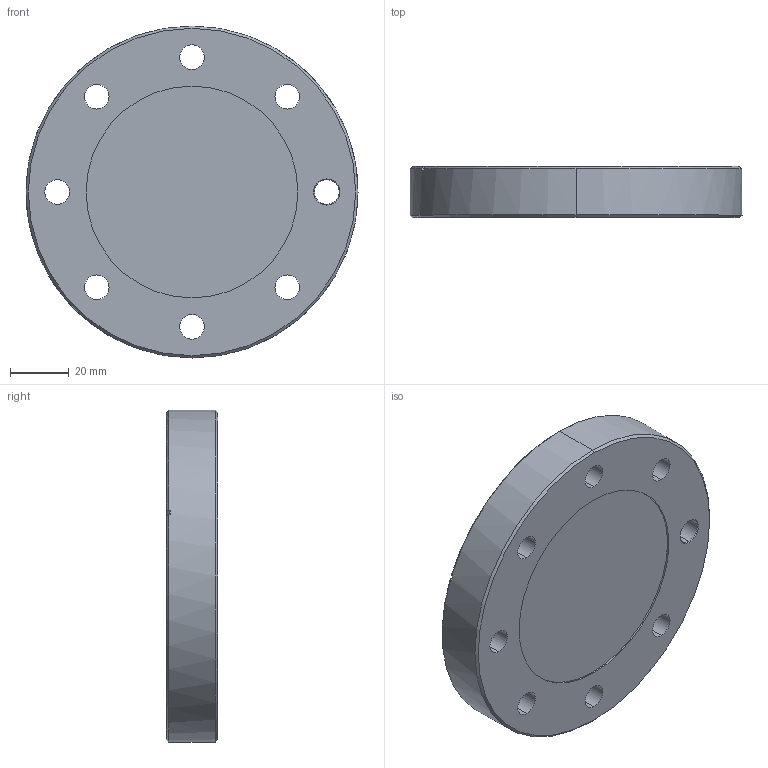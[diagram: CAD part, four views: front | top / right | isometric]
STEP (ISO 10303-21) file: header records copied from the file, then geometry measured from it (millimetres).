
FILE_DESCRIPTION (( 'STEP AP203' ), '1' );
FILE_NAME ('A17425-3-CF.STEP', '2021-03-05T18:35:04', ( '' ), ( '' ), 'SwSTEP 2.0', 'SolidWorks 2021', '' );
FILE_SCHEMA (( 'CONFIG_CONTROL_DESIGN' ));
Length unit declared in the file: inch
Products named in the file (1): A17425-3-CF
Bounding box: 113.49 x 17.45 x 113.49 mm (x, y, z)
Volume: 124961.5 mm3; surface area: 33029 mm2
Topology: 1 solids, 1 shells, 64 faces, 157 edges, 100 vertices
Faces by surface type: cylinder 35, plane 15, cone 14
Entity records: 2034 total; most frequent: DIRECTION 373, CARTESIAN_POINT 334, ORIENTED_EDGE 314, EDGE_CURVE 157, AXIS2_PLACEMENT_3D 155, VERTEX_POINT 100, CIRCLE 90, EDGE_LOOP 85
